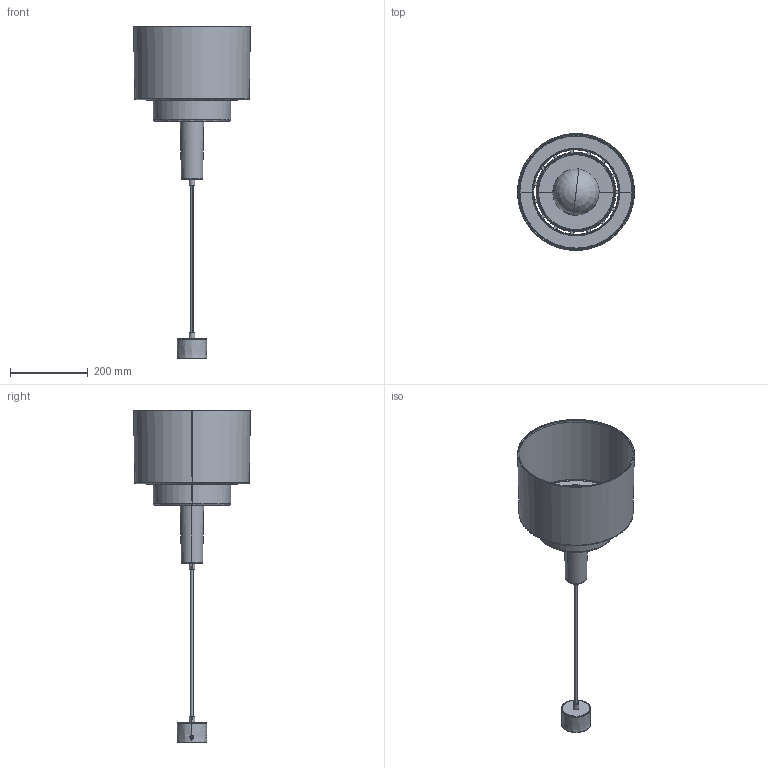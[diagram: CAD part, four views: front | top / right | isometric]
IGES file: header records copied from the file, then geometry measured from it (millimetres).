
Start section: SolidWorks IGES file using analytic representation for surfaces
Global section: file name: Conjunts E27_V0_L.IGS; native system: SolidWorks 2020; preprocessor: SolidWorks 2020; author: mgarcia; date: 230921.103348; units: millimetre
Bounding box: 299.94 x 299.94 x 851.85 mm (x, y, z)
Surface area: 652678.7 mm2 (no closed solid volume)
Topology: 0 solids, 0 shells, 127 faces, 2794 edges, 2793 vertices
Faces by surface type: revolution 83, bspline 44
